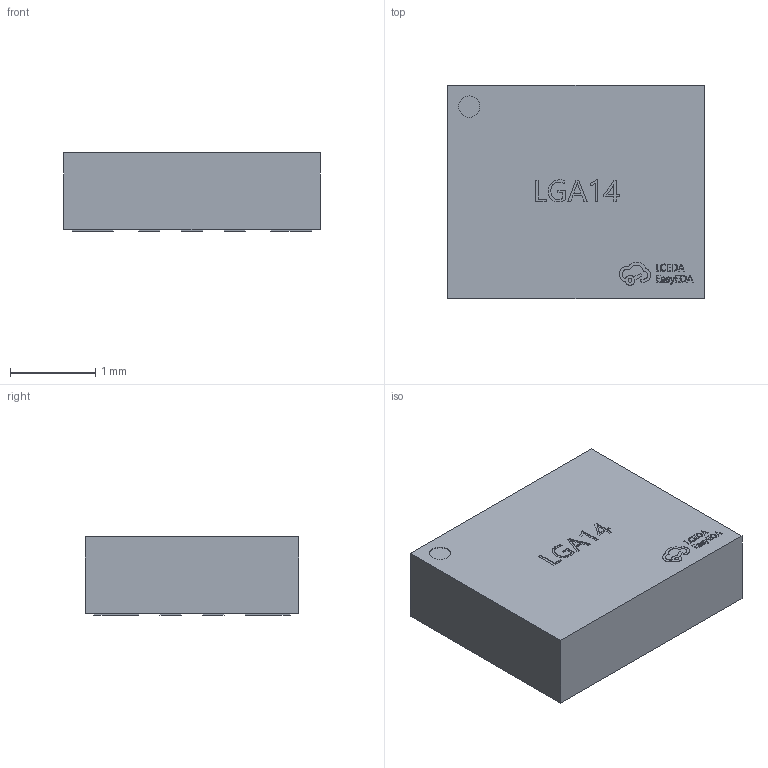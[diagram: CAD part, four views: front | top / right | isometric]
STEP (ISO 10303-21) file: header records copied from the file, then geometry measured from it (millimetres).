
FILE_DESCRIPTION (( 'STEP AP214' ), '1' );
FILE_NAME ('LGA-14_L2.5-W3.0-H0.9-P0.50.step', '2022-07-04T13:23:33', ( '' ), ( '' ), 'SwSTEP 2.0', 'SolidWorks 2020', '' );
FILE_SCHEMA (( 'AUTOMOTIVE_DESIGN' ));
Length unit declared in the file: millimetre
Products named in the file (1): LGA-14_L2.5-W3.0-H0.9-P0.50
Bounding box: 3 x 2.5 x 0.92 mm (x, y, z)
Volume: 6.8 mm3; surface area: 28.8 mm2
Topology: 15 solids, 15 shells, 439 faces, 1125 edges, 750 vertices
Faces by surface type: plane 311, bspline 126, cylinder 2
Entity records: 19285 total; most frequent: CARTESIAN_POINT 5105, ORIENTED_EDGE 2250, DIRECTION 1501, EDGE_CURVE 1125, LINE 865, VECTOR 865, VERTEX_POINT 750, EDGE_LOOP 473
